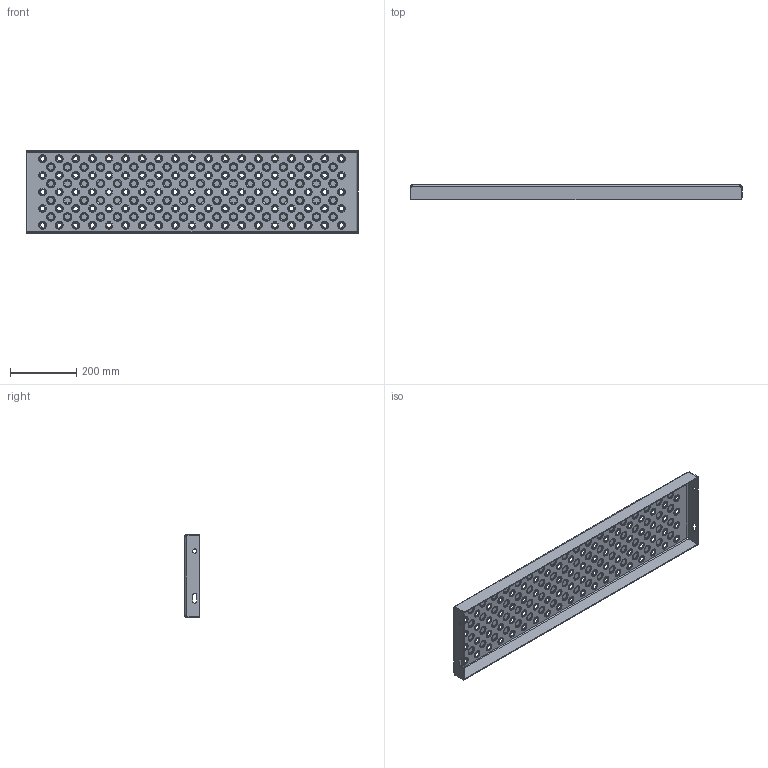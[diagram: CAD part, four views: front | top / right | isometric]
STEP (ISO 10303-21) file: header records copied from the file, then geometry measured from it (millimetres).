
FILE_DESCRIPTION (( 'STEP AP214' ), '1' );
FILE_NAME ('OPTIMO-Tread-Type-G-1000x250x45x3-st240-F160090100.STEP', '2021-08-10T11:31:22', ( '' ), ( '' ), 'SwSTEP 2.0', 'SolidWorks 2021', '' );
FILE_SCHEMA (( 'AUTOMOTIVE_DESIGN' ));
Length unit declared in the file: millimetre
Products named in the file (1): OPTIMO-Tread-Type-G-1000x250x45x3-st240-F160090100
Bounding box: 1000 x 47.01 x 250 mm (x, y, z)
Volume: 1013890.2 mm3; surface area: 699204.8 mm2
Topology: 1 solids, 1 shells, 1736 faces, 4358 edges, 2768 vertices
Faces by surface type: cone 858, torus 668, plane 170, cylinder 32, bspline 8
Entity records: 54828 total; most frequent: DIRECTION 11176, CARTESIAN_POINT 9727, ORIENTED_EDGE 8716, AXIS2_PLACEMENT_3D 5117, EDGE_CURVE 4358, CIRCLE 3388, VERTEX_POINT 2768, EDGE_LOOP 2078
